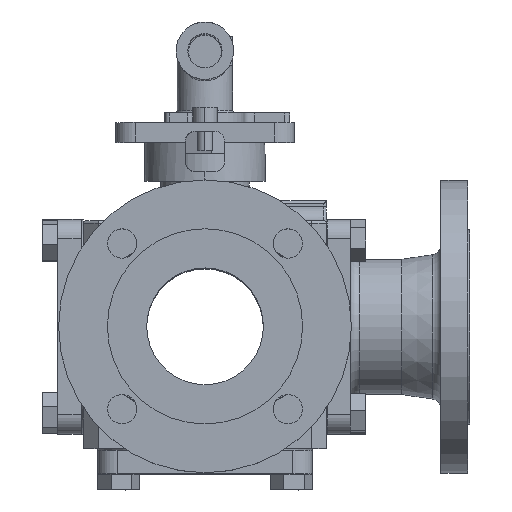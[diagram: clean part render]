
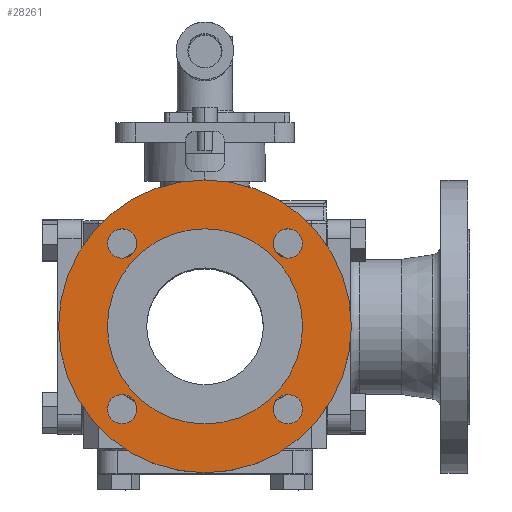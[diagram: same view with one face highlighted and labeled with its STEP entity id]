
A CAD part, top view. The second image highlights one B-rep face of the part: STEP entity #28261.
In plain terms, the highlighted planar face has unit normal (0, 0, 1).
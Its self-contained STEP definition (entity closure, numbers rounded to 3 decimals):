
#23 = CIRCLE ( 'NONE', #562, 9.525 ) ;
#225 = VERTEX_POINT ( 'NONE', #1028 ) ;
#526 = VERTEX_POINT ( 'NONE', #7882 ) ;
#562 = AXIS2_PLACEMENT_3D ( 'NONE', #24939, #2388, #20329 ) ;
#594 = CARTESIAN_POINT ( 'NONE',  ( -6.718, -12.072, 161.287 ) ) ;
#835 = FACE_BOUND ( 'NONE', #2298, .T. ) ;
#890 = CARTESIAN_POINT ( 'NONE',  ( 47.163, -65.953, 161.287 ) ) ;
#1028 = CARTESIAN_POINT ( 'NONE',  ( 88.532, -12.072, 161.287 ) ) ;
#1111 = DIRECTION ( 'NONE',  ( 0., 0., 1. ) ) ;
#1488 = ORIENTED_EDGE ( 'NONE', *, *, #7508, .F. ) ;
#2083 = VERTEX_POINT ( 'NONE', #20524 ) ;
#2243 = CARTESIAN_POINT ( 'NONE',  ( 56.688, 41.81, 161.287 ) ) ;
#2298 = EDGE_LOOP ( 'NONE', ( #5147, #26231 ) ) ;
#2388 = DIRECTION ( 'NONE',  ( 0., 0., 1. ) ) ;
#2453 = DIRECTION ( 'NONE',  ( 0., 0., 1. ) ) ;
#2922 = DIRECTION ( 'NONE',  ( 0., -1., 0. ) ) ;
#2960 = CARTESIAN_POINT ( 'NONE',  ( 37.638, 41.81, 161.287 ) ) ;
#4165 = CARTESIAN_POINT ( 'NONE',  ( 47.163, 41.81, 161.287 ) ) ;
#4178 = CARTESIAN_POINT ( 'NONE',  ( -6.718, -12.072, 161.287 ) ) ;
#4307 = CARTESIAN_POINT ( 'NONE',  ( 47.163, 41.81, 161.287 ) ) ;
#4598 = EDGE_CURVE ( 'NONE', #24516, #526, #12168, .T. ) ;
#4821 = DIRECTION ( 'NONE',  ( 0., 0., 1. ) ) ;
#4983 = CIRCLE ( 'NONE', #10930, 63.5 ) ;
#5047 = CARTESIAN_POINT ( 'NONE',  ( -6.718, -12.072, 161.287 ) ) ;
#5147 = ORIENTED_EDGE ( 'NONE', *, *, #13950, .F. ) ;
#5213 = DIRECTION ( 'NONE',  ( -1., 0., 0. ) ) ;
#5553 = AXIS2_PLACEMENT_3D ( 'NONE', #13805, #22566, #5213 ) ;
#5927 = DIRECTION ( 'NONE',  ( 1., 0., 0. ) ) ;
#6298 = DIRECTION ( 'NONE',  ( 1., 0., 0. ) ) ;
#6655 = AXIS2_PLACEMENT_3D ( 'NONE', #23637, #8101, #5927 ) ;
#6938 = EDGE_CURVE ( 'NONE', #18601, #2083, #24530, .T. ) ;
#7508 = EDGE_CURVE ( 'NONE', #2083, #18601, #10183, .T. ) ;
#7824 = EDGE_CURVE ( 'NONE', #26648, #25663, #23, .T. ) ;
#7882 = CARTESIAN_POINT ( 'NONE',  ( 56.688, -65.953, 161.287 ) ) ;
#8101 = DIRECTION ( 'NONE',  ( 0., 0., 1. ) ) ;
#8315 = VERTEX_POINT ( 'NONE', #20712 ) ;
#8482 = EDGE_LOOP ( 'NONE', ( #25809, #1488 ) ) ;
#8724 = DIRECTION ( 'NONE',  ( 0., 0., 1. ) ) ;
#8759 = AXIS2_PLACEMENT_3D ( 'NONE', #5047, #24864, #18395 ) ;
#9037 = EDGE_CURVE ( 'NONE', #11654, #20717, #13561, .T. ) ;
#9383 = CARTESIAN_POINT ( 'NONE',  ( 47.163, -65.953, 161.287 ) ) ;
#9527 = DIRECTION ( 'NONE',  ( 0., 0., 1. ) ) ;
#9608 = FACE_BOUND ( 'NONE', #17970, .T. ) ;
#9618 = CIRCLE ( 'NONE', #5553, 9.525 ) ;
#10157 = FACE_BOUND ( 'NONE', #19198, .T. ) ;
#10183 = CIRCLE ( 'NONE', #19829, 9.525 ) ;
#10766 = ORIENTED_EDGE ( 'NONE', *, *, #16962, .T. ) ;
#10768 = DIRECTION ( 'NONE',  ( 1., 0., 0. ) ) ;
#10930 = AXIS2_PLACEMENT_3D ( 'NONE', #4178, #2453, #6298 ) ;
#10941 = ORIENTED_EDGE ( 'NONE', *, *, #4598, .F. ) ;
#11108 = DIRECTION ( 'NONE',  ( 1., 0., 0. ) ) ;
#11654 = VERTEX_POINT ( 'NONE', #2960 ) ;
#11909 = FACE_OUTER_BOUND ( 'NONE', #22131, .T. ) ;
#12112 = ORIENTED_EDGE ( 'NONE', *, *, #19002, .F. ) ;
#12168 = CIRCLE ( 'NONE', #18147, 9.525 ) ;
#12592 = VERTEX_POINT ( 'NONE', #16752 ) ;
#12905 = DIRECTION ( 'NONE',  ( 0., 0., 1. ) ) ;
#13561 = CIRCLE ( 'NONE', #17700, 9.525 ) ;
#13805 = CARTESIAN_POINT ( 'NONE',  ( -60.6, -65.953, 161.287 ) ) ;
#13833 = DIRECTION ( 'NONE',  ( 0., 0., 1. ) ) ;
#13950 = EDGE_CURVE ( 'NONE', #8315, #14863, #4983, .T. ) ;
#14251 = EDGE_CURVE ( 'NONE', #526, #24516, #27972, .T. ) ;
#14333 = AXIS2_PLACEMENT_3D ( 'NONE', #594, #4821, #11108 ) ;
#14482 = PLANE ( 'NONE',  #23328 ) ;
#14638 = ORIENTED_EDGE ( 'NONE', *, *, #9037, .F. ) ;
#14863 = VERTEX_POINT ( 'NONE', #18769 ) ;
#15293 = DIRECTION ( 'NONE',  ( 0., 1., 0. ) ) ;
#15476 = CARTESIAN_POINT ( 'NONE',  ( -60.6, 41.81, 161.287 ) ) ;
#16244 = ORIENTED_EDGE ( 'NONE', *, *, #14251, .F. ) ;
#16391 = EDGE_LOOP ( 'NONE', ( #23040, #14638 ) ) ;
#16652 = CARTESIAN_POINT ( 'NONE',  ( -6.718, -12.072, 161.287 ) ) ;
#16752 = CARTESIAN_POINT ( 'NONE',  ( -101.968, -12.072, 161.287 ) ) ;
#16962 = EDGE_CURVE ( 'NONE', #12592, #225, #18196, .T. ) ;
#17221 = DIRECTION ( 'NONE',  ( 1., 0., 0. ) ) ;
#17376 = CARTESIAN_POINT ( 'NONE',  ( 37.638, -65.953, 161.287 ) ) ;
#17700 = AXIS2_PLACEMENT_3D ( 'NONE', #4307, #26266, #17221 ) ;
#17970 = EDGE_LOOP ( 'NONE', ( #12112, #22633 ) ) ;
#18147 = AXIS2_PLACEMENT_3D ( 'NONE', #9383, #13833, #18159 ) ;
#18159 = DIRECTION ( 'NONE',  ( 0., -1., 0. ) ) ;
#18196 = CIRCLE ( 'NONE', #6655, 95.25 ) ;
#18395 = DIRECTION ( 'NONE',  ( 1., 0., 0. ) ) ;
#18586 = AXIS2_PLACEMENT_3D ( 'NONE', #4165, #12905, #10768 ) ;
#18601 = VERTEX_POINT ( 'NONE', #21350 ) ;
#18769 = CARTESIAN_POINT ( 'NONE',  ( 56.782, -12.072, 161.287 ) ) ;
#19002 = EDGE_CURVE ( 'NONE', #25663, #26648, #9618, .T. ) ;
#19198 = EDGE_LOOP ( 'NONE', ( #16244, #10941 ) ) ;
#19829 = AXIS2_PLACEMENT_3D ( 'NONE', #15476, #8724, #25985 ) ;
#20329 = DIRECTION ( 'NONE',  ( -1., 0., 0. ) ) ;
#20524 = CARTESIAN_POINT ( 'NONE',  ( -70.125, 41.81, 161.287 ) ) ;
#20712 = CARTESIAN_POINT ( 'NONE',  ( -70.218, -12.072, 161.287 ) ) ;
#20717 = VERTEX_POINT ( 'NONE', #2243 ) ;
#20957 = FACE_BOUND ( 'NONE', #8482, .T. ) ;
#21095 = FACE_BOUND ( 'NONE', #16391, .T. ) ;
#21158 = CIRCLE ( 'NONE', #8759, 63.5 ) ;
#21350 = CARTESIAN_POINT ( 'NONE',  ( -51.075, 41.81, 161.287 ) ) ;
#22131 = EDGE_LOOP ( 'NONE', ( #10766, #24858 ) ) ;
#22566 = DIRECTION ( 'NONE',  ( 0., 0., 1. ) ) ;
#22633 = ORIENTED_EDGE ( 'NONE', *, *, #7824, .F. ) ;
#23040 = ORIENTED_EDGE ( 'NONE', *, *, #27210, .F. ) ;
#23328 = AXIS2_PLACEMENT_3D ( 'NONE', #16652, #1111, #25281 ) ;
#23637 = CARTESIAN_POINT ( 'NONE',  ( -6.718, -12.072, 161.287 ) ) ;
#24078 = CARTESIAN_POINT ( 'NONE',  ( -60.6, 41.81, 161.287 ) ) ;
#24516 = VERTEX_POINT ( 'NONE', #17376 ) ;
#24530 = CIRCLE ( 'NONE', #24985, 9.525 ) ;
#24653 = EDGE_CURVE ( 'NONE', #14863, #8315, #21158, .T. ) ;
#24858 = ORIENTED_EDGE ( 'NONE', *, *, #25072, .T. ) ;
#24864 = DIRECTION ( 'NONE',  ( 0., 0., 1. ) ) ;
#24893 = CIRCLE ( 'NONE', #14333, 95.25 ) ;
#24939 = CARTESIAN_POINT ( 'NONE',  ( -60.6, -65.953, 161.287 ) ) ;
#24985 = AXIS2_PLACEMENT_3D ( 'NONE', #24078, #27978, #15293 ) ;
#25072 = EDGE_CURVE ( 'NONE', #225, #12592, #24893, .T. ) ;
#25281 = DIRECTION ( 'NONE',  ( 1., 0., 0. ) ) ;
#25663 = VERTEX_POINT ( 'NONE', #27016 ) ;
#25809 = ORIENTED_EDGE ( 'NONE', *, *, #6938, .F. ) ;
#25985 = DIRECTION ( 'NONE',  ( 0., 1., 0. ) ) ;
#26231 = ORIENTED_EDGE ( 'NONE', *, *, #24653, .F. ) ;
#26266 = DIRECTION ( 'NONE',  ( 0., 0., 1. ) ) ;
#26648 = VERTEX_POINT ( 'NONE', #27396 ) ;
#27016 = CARTESIAN_POINT ( 'NONE',  ( -51.075, -65.953, 161.287 ) ) ;
#27210 = EDGE_CURVE ( 'NONE', #20717, #11654, #27326, .T. ) ;
#27326 = CIRCLE ( 'NONE', #18586, 9.525 ) ;
#27396 = CARTESIAN_POINT ( 'NONE',  ( -70.125, -65.953, 161.287 ) ) ;
#27501 = AXIS2_PLACEMENT_3D ( 'NONE', #890, #9527, #2922 ) ;
#27972 = CIRCLE ( 'NONE', #27501, 9.525 ) ;
#27978 = DIRECTION ( 'NONE',  ( 0., 0., 1. ) ) ;
#28261 = ADVANCED_FACE ( 'NONE', ( #10157, #9608, #20957, #21095, #11909, #835 ), #14482, .T. ) ;
